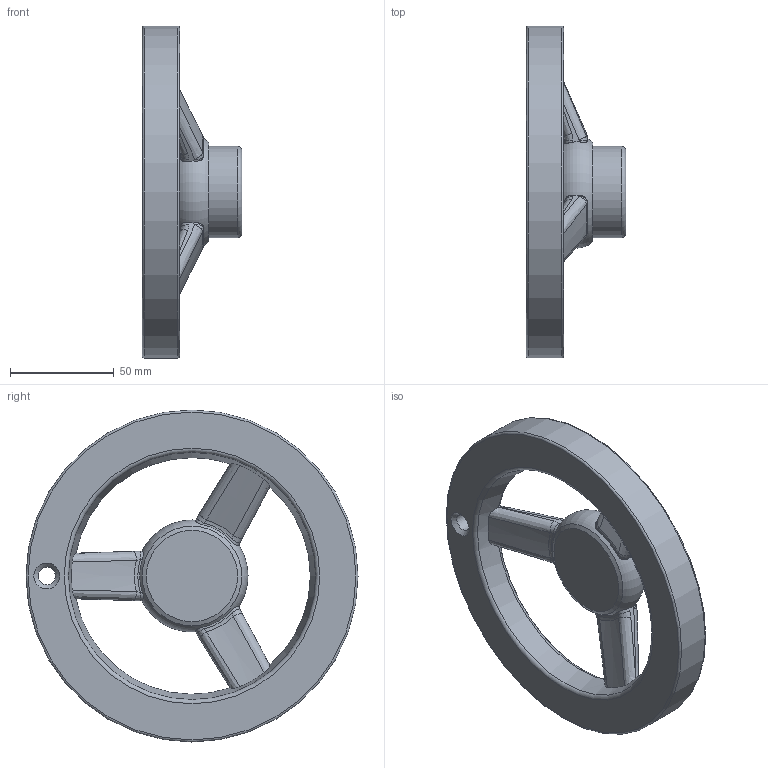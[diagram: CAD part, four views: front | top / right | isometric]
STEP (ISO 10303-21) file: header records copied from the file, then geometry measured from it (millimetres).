
FILE_DESCRIPTION(/* description */ (''),/* implementation_level */ '2;1');
FILE_NAME(/* name */ 'K_160N2',/* time_stamp */ '2012-11-23T21:10:13+08:00',/* author */ (''),/* organization */ (''),/* preprocessor_version */ 'ST-DEVELOPER v9',/* originating_system */ 'UGS - NX 4.0',/* authorisation */ '');
FILE_SCHEMA (('CONFIG_CONTROL_DESIGN'));
Length unit declared in the file: millimetre
Products named in the file (1): AdmiD846xz8s
Bounding box: 48 x 160 x 160 mm (x, y, z)
Volume: 211617.2 mm3; surface area: 47486.8 mm2
Topology: 1 solids, 1 shells, 90 faces, 238 edges, 150 vertices
Faces by surface type: bspline 24, plane 20, cylinder 17, torus 16, cone 13
Full cylindrical faces by diameter (mm): 8.4 x1, 44 x1, 160 x1
Entity records: 3371 total; most frequent: CARTESIAN_POINT 1367, ORIENTED_EDGE 444, DIRECTION 324, EDGE_CURVE 222, VERTEX_POINT 147, AXIS2_PLACEMENT_3D 147, B_SPLINE_CURVE_WITH_KNOTS 112, EDGE_LOOP 111
